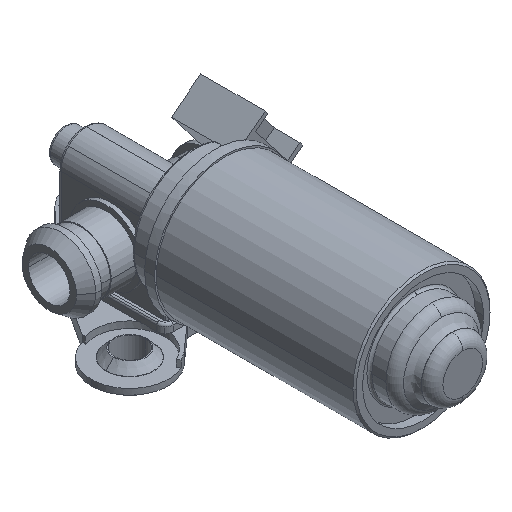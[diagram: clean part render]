
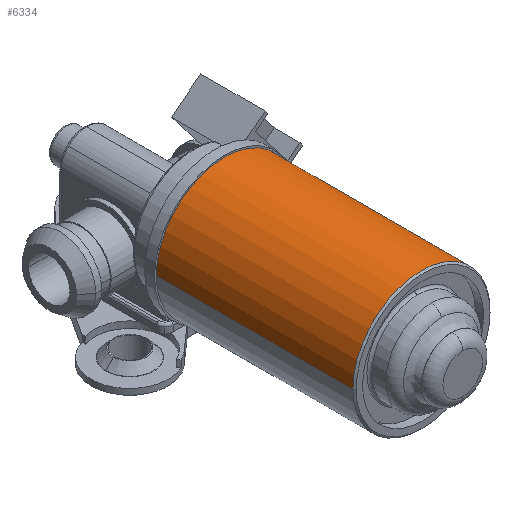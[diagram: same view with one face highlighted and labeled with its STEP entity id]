
A CAD part, isometric view. The second image highlights one B-rep face of the part: STEP entity #6334.
In plain terms, the highlighted cylindrical face has radius 21.082 mm (diameter 42.164 mm), a partial arc.
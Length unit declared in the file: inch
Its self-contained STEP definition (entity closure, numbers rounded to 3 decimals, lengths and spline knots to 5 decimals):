
#1660=CARTESIAN_POINT('',(-2.76065,-2.54925,1.188));
#1661=VERTEX_POINT('',#1660);
#1662=CARTESIAN_POINT('',(-2.76065,-4.92925,1.188));
#1663=VERTEX_POINT('',#1662);
#1664=CARTESIAN_POINT('',(-2.76065,-2.54925,1.188));
#1665=DIRECTION('',(0.0,-1.0,0.0));
#1666=VECTOR('',#1665,2.38);
#1667=LINE('',#1664,#1666);
#1668=EDGE_CURVE('',#1661,#1663,#1667,.T.);
#1670=CARTESIAN_POINT('',(-1.10065,-2.54925,1.188));
#1671=VERTEX_POINT('',#1670);
#1679=CARTESIAN_POINT('',(-1.10065,-4.92925,1.188));
#1680=VERTEX_POINT('',#1679);
#1681=CARTESIAN_POINT('',(-1.10065,-4.92925,1.188));
#1682=DIRECTION('',(0.0,1.0,0.0));
#1683=VECTOR('',#1682,2.38);
#1684=LINE('',#1681,#1683);
#1685=EDGE_CURVE('',#1680,#1671,#1684,.T.);
#1725=CARTESIAN_POINT('',(-1.93065,-4.92925,1.188));
#1726=DIRECTION('',(0.0,-1.0,0.0));
#1727=DIRECTION('',(-1.0,0.0,0.0));
#1728=AXIS2_PLACEMENT_3D('',#1725,#1726,#1727);
#1729=CIRCLE('',#1728,0.83);
#1730=EDGE_CURVE('',#1680,#1663,#1729,.T.);
#6317=CARTESIAN_POINT('',(-1.93065,-2.54925,1.188));
#6318=DIRECTION('',(0.,-1.0,0.0));
#6319=DIRECTION('',(-1.0,0.0,0.0));
#6320=AXIS2_PLACEMENT_3D('',#6317,#6318,#6319);
#6321=CYLINDRICAL_SURFACE('',#6320,0.83);
#6322=ORIENTED_EDGE('',*,*,#1668,.T.);
#6323=ORIENTED_EDGE('',*,*,#1730,.F.);
#6324=ORIENTED_EDGE('',*,*,#1685,.T.);
#6325=CARTESIAN_POINT('',(-1.93065,-2.54925,1.188));
#6326=DIRECTION('',(0.0,1.0,0.0));
#6327=DIRECTION('',(-1.0,0.0,0.0));
#6328=AXIS2_PLACEMENT_3D('',#6325,#6326,#6327);
#6329=CIRCLE('',#6328,0.83);
#6330=EDGE_CURVE('',#1661,#1671,#6329,.T.);
#6331=ORIENTED_EDGE('',*,*,#6330,.F.);
#6332=EDGE_LOOP('',(#6322,#6323,#6324,#6331));
#6333=FACE_OUTER_BOUND('',#6332,.T.);
#6334=ADVANCED_FACE('',(#6333),#6321,.T.);
